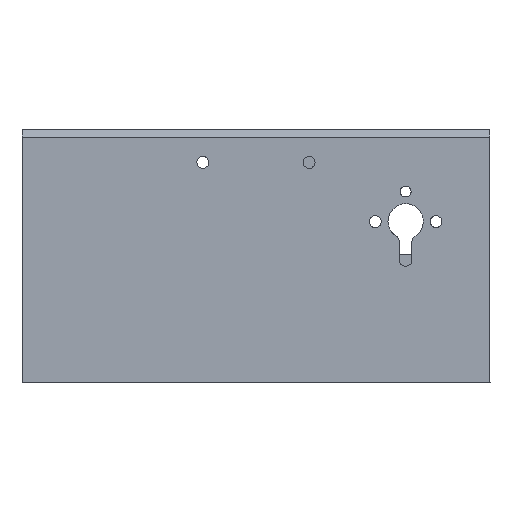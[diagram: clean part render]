
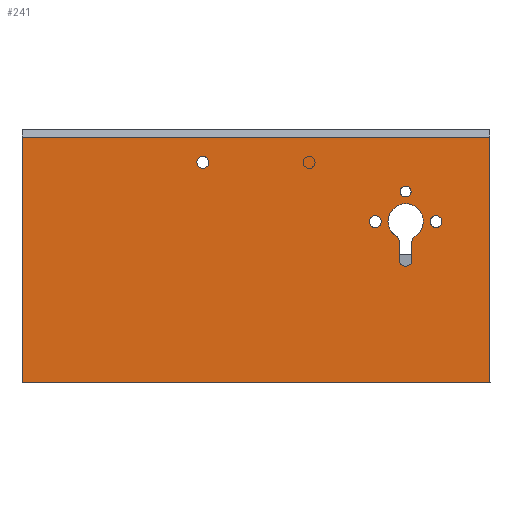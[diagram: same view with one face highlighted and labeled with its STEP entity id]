
A CAD part, front view. The second image highlights one B-rep face of the part: STEP entity #241.
In plain terms, the highlighted planar face has unit normal (0, -1, 0).
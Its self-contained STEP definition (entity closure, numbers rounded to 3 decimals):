
#59=CARTESIAN_POINT('',(-162.325,264.647,465.393));
#60=DIRECTION('',(0.,1.,-0.));
#61=DIRECTION('',(-1.,0.,0.));
#62=AXIS2_PLACEMENT_3D('',#59,#60,#61);
#63=PLANE('',#62);
#64=CARTESIAN_POINT('',(-0.941,264.624,470.032));
#65=VERTEX_POINT('',#64);
#66=CARTESIAN_POINT('',(-0.941,264.624,567.032));
#67=VERTEX_POINT('',#66);
#68=CARTESIAN_POINT('',(-0.941,264.624,470.032));
#69=DIRECTION('',(0.,0.,1.));
#70=VECTOR('',#69,97.);
#71=LINE('',#68,#70);
#72=EDGE_CURVE('',#65,#67,#71,.T.);
#73=ORIENTED_EDGE('',*,*,#72,.T.);
#74=CARTESIAN_POINT('',(-185.977,264.65,567.032));
#75=VERTEX_POINT('',#74);
#76=CARTESIAN_POINT('',(-185.977,264.65,567.032));
#77=DIRECTION('',(1.,0.,-0.));
#78=VECTOR('',#77,185.036);
#79=LINE('',#76,#78);
#80=EDGE_CURVE('',#75,#67,#79,.T.);
#81=ORIENTED_EDGE('',*,*,#80,.F.);
#82=CARTESIAN_POINT('',(-185.977,264.65,470.032));
#83=VERTEX_POINT('',#82);
#84=CARTESIAN_POINT('',(-185.977,264.65,470.032));
#85=DIRECTION('',(-0.,0.,1.));
#86=VECTOR('',#85,97.);
#87=LINE('',#84,#86);
#88=EDGE_CURVE('',#83,#75,#87,.T.);
#89=ORIENTED_EDGE('',*,*,#88,.F.);
#90=CARTESIAN_POINT('',(-185.977,264.65,470.032));
#91=DIRECTION('',(1.,0.,-0.));
#92=VECTOR('',#91,185.036);
#93=LINE('',#90,#92);
#94=EDGE_CURVE('',#83,#65,#93,.T.);
#95=ORIENTED_EDGE('',*,*,#94,.T.);
#96=EDGE_LOOP('',(#73,#81,#89,#95));
#97=FACE_BOUND('',#96,.T.);
#98=CARTESIAN_POINT('',(-36.433,264.629,545.51));
#99=VERTEX_POINT('',#98);
#100=CARTESIAN_POINT('',(-34.283,264.629,545.51));
#101=DIRECTION('',(0.,-1.,0.));
#102=DIRECTION('',(-1.,0.,0.));
#103=AXIS2_PLACEMENT_3D('',#100,#101,#102);
#104=ELLIPSE('',#103,2.15,2.15);
#105=EDGE_CURVE('',#99,#99,#104,.T.);
#106=ORIENTED_EDGE('',*,*,#105,.F.);
#107=EDGE_LOOP('',(#106));
#108=FACE_BOUND('',#107,.T.);
#109=CARTESIAN_POINT('',(-19.933,264.627,533.624));
#110=VERTEX_POINT('',#109);
#111=CARTESIAN_POINT('',(-22.283,264.627,535.974));
#112=VERTEX_POINT('',#111);
#113=CARTESIAN_POINT('',(-22.283,264.627,533.624));
#114=DIRECTION('',(0.,1.,-0.));
#115=DIRECTION('',(1.,0.,-0.));
#116=AXIS2_PLACEMENT_3D('',#113,#114,#115);
#117=ELLIPSE('',#116,2.35,2.35);
#118=EDGE_CURVE('',#110,#112,#117,.T.);
#119=ORIENTED_EDGE('',*,*,#118,.T.);
#120=CARTESIAN_POINT('',(-22.283,264.627,533.624));
#121=DIRECTION('',(0.,1.,-0.));
#122=DIRECTION('',(1.,0.,-0.));
#123=AXIS2_PLACEMENT_3D('',#120,#121,#122);
#124=ELLIPSE('',#123,2.35,2.35);
#125=EDGE_CURVE('',#112,#110,#124,.T.);
#126=ORIENTED_EDGE('',*,*,#125,.T.);
#127=EDGE_LOOP('',(#119,#126));
#128=FACE_BOUND('',#127,.T.);
#129=CARTESIAN_POINT('',(-43.933,264.63,533.624));
#130=VERTEX_POINT('',#129);
#131=CARTESIAN_POINT('',(-46.283,264.63,535.974));
#132=VERTEX_POINT('',#131);
#133=CARTESIAN_POINT('',(-46.283,264.63,533.624));
#134=DIRECTION('',(0.,1.,-0.));
#135=DIRECTION('',(1.,0.,-0.));
#136=AXIS2_PLACEMENT_3D('',#133,#134,#135);
#137=ELLIPSE('',#136,2.35,2.35);
#138=EDGE_CURVE('',#130,#132,#137,.T.);
#139=ORIENTED_EDGE('',*,*,#138,.T.);
#140=CARTESIAN_POINT('',(-46.283,264.63,533.624));
#141=DIRECTION('',(0.,1.,-0.));
#142=DIRECTION('',(1.,0.,-0.));
#143=AXIS2_PLACEMENT_3D('',#140,#141,#142);
#144=ELLIPSE('',#143,2.35,2.35);
#145=EDGE_CURVE('',#132,#130,#144,.T.);
#146=ORIENTED_EDGE('',*,*,#145,.T.);
#147=EDGE_LOOP('',(#139,#146));
#148=FACE_BOUND('',#147,.T.);
#149=CARTESIAN_POINT('',(-112.109,264.64,557.032));
#150=VERTEX_POINT('',#149);
#151=CARTESIAN_POINT('',(-114.459,264.64,554.682));
#152=VERTEX_POINT('',#151);
#153=CARTESIAN_POINT('',(-114.459,264.64,557.032));
#154=DIRECTION('',(0.,1.,-0.));
#155=DIRECTION('',(1.,0.,-0.));
#156=AXIS2_PLACEMENT_3D('',#153,#154,#155);
#157=ELLIPSE('',#156,2.35,2.35);
#158=EDGE_CURVE('',#150,#152,#157,.T.);
#159=ORIENTED_EDGE('',*,*,#158,.T.);
#160=CARTESIAN_POINT('',(-114.459,264.64,557.032));
#161=DIRECTION('',(0.,1.,-0.));
#162=DIRECTION('',(1.,0.,-0.));
#163=AXIS2_PLACEMENT_3D('',#160,#161,#162);
#164=ELLIPSE('',#163,2.35,2.35);
#165=EDGE_CURVE('',#152,#150,#164,.T.);
#166=ORIENTED_EDGE('',*,*,#165,.T.);
#167=EDGE_LOOP('',(#159,#166));
#168=FACE_BOUND('',#167,.T.);
#169=CARTESIAN_POINT('',(-34.295,264.629,540.724));
#170=VERTEX_POINT('',#169);
#171=CARTESIAN_POINT('',(-37.97,264.629,527.814));
#172=VERTEX_POINT('',#171);
#173=CARTESIAN_POINT('',(-34.295,264.629,533.746));
#174=DIRECTION('',(0.,-1.,0.));
#175=DIRECTION('',(1.,0.,-0.));
#176=AXIS2_PLACEMENT_3D('',#173,#174,#175);
#177=ELLIPSE('',#176,6.978,6.978);
#178=EDGE_CURVE('',#170,#172,#177,.T.);
#179=ORIENTED_EDGE('',*,*,#178,.F.);
#180=CARTESIAN_POINT('',(-30.607,264.628,527.823));
#181=VERTEX_POINT('',#180);
#182=CARTESIAN_POINT('',(-34.295,264.629,533.746));
#183=DIRECTION('',(0.,-1.,0.));
#184=DIRECTION('',(1.,0.,-0.));
#185=AXIS2_PLACEMENT_3D('',#182,#183,#184);
#186=ELLIPSE('',#185,6.978,6.978);
#187=EDGE_CURVE('',#181,#170,#186,.T.);
#188=ORIENTED_EDGE('',*,*,#187,.F.);
#189=CARTESIAN_POINT('',(-31.786,264.628,525.701));
#190=VERTEX_POINT('',#189);
#191=CARTESIAN_POINT('',(-29.286,264.628,525.701));
#192=DIRECTION('',(0.,-1.,0.));
#193=DIRECTION('',(1.,0.,-0.));
#194=AXIS2_PLACEMENT_3D('',#191,#192,#193);
#195=ELLIPSE('',#194,2.5,2.5);
#196=EDGE_CURVE('',#181,#190,#195,.T.);
#197=ORIENTED_EDGE('',*,*,#196,.T.);
#198=CARTESIAN_POINT('',(-31.786,264.628,518.44));
#199=VERTEX_POINT('',#198);
#200=CARTESIAN_POINT('',(-31.786,264.628,518.44));
#201=DIRECTION('',(0.,-0.,1.));
#202=VECTOR('',#201,7.261);
#203=LINE('',#200,#202);
#204=EDGE_CURVE('',#199,#190,#203,.T.);
#205=ORIENTED_EDGE('',*,*,#204,.F.);
#206=CARTESIAN_POINT('',(-34.286,264.629,515.94));
#207=VERTEX_POINT('',#206);
#208=CARTESIAN_POINT('',(-34.286,264.629,518.44));
#209=DIRECTION('',(0.,1.,-0.));
#210=DIRECTION('',(-1.,0.,0.));
#211=AXIS2_PLACEMENT_3D('',#208,#209,#210);
#212=ELLIPSE('',#211,2.5,2.5);
#213=EDGE_CURVE('',#199,#207,#212,.T.);
#214=ORIENTED_EDGE('',*,*,#213,.T.);
#215=CARTESIAN_POINT('',(-36.786,264.629,518.44));
#216=VERTEX_POINT('',#215);
#217=CARTESIAN_POINT('',(-34.286,264.629,518.44));
#218=DIRECTION('',(0.,1.,-0.));
#219=DIRECTION('',(-1.,0.,0.));
#220=AXIS2_PLACEMENT_3D('',#217,#218,#219);
#221=ELLIPSE('',#220,2.5,2.5);
#222=EDGE_CURVE('',#207,#216,#221,.T.);
#223=ORIENTED_EDGE('',*,*,#222,.T.);
#224=CARTESIAN_POINT('',(-36.786,264.629,525.689));
#225=VERTEX_POINT('',#224);
#226=CARTESIAN_POINT('',(-36.786,264.629,525.689));
#227=DIRECTION('',(-0.,-0.,-1.));
#228=VECTOR('',#227,7.249);
#229=LINE('',#226,#228);
#230=EDGE_CURVE('',#225,#216,#229,.T.);
#231=ORIENTED_EDGE('',*,*,#230,.F.);
#232=CARTESIAN_POINT('',(-39.286,264.629,525.689));
#233=DIRECTION('',(0.,-1.,0.));
#234=DIRECTION('',(1.,0.,-0.));
#235=AXIS2_PLACEMENT_3D('',#232,#233,#234);
#236=ELLIPSE('',#235,2.5,2.5);
#237=EDGE_CURVE('',#225,#172,#236,.T.);
#238=ORIENTED_EDGE('',*,*,#237,.T.);
#239=EDGE_LOOP('',(#179,#188,#197,#205,#214,#223,#231,#238));
#240=FACE_BOUND('',#239,.T.);
#241=ADVANCED_FACE('',(#97,#108,#128,#148,#168,#240),#63,.F.);
